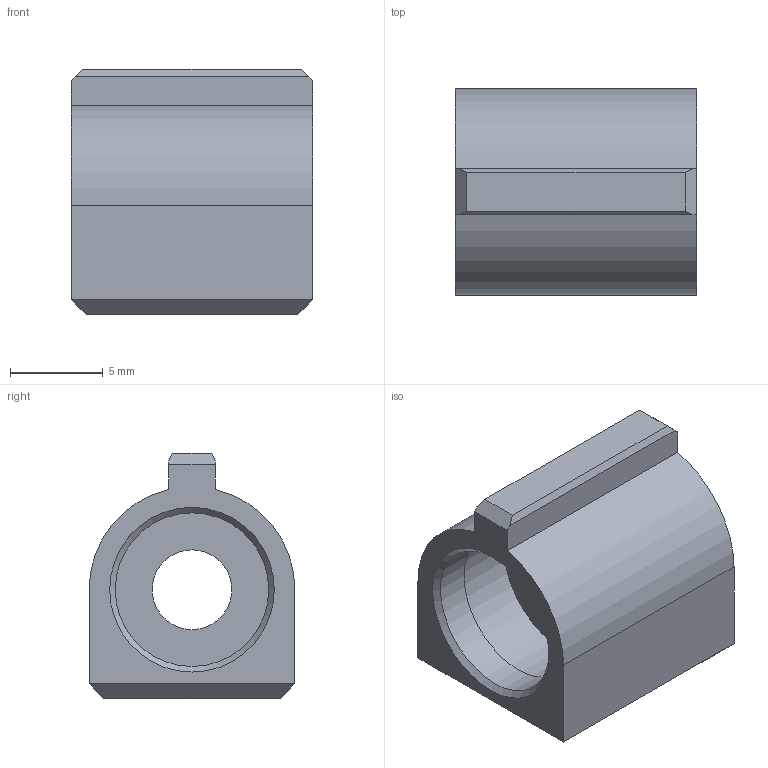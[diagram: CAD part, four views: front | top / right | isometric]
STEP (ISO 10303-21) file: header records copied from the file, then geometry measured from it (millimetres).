
FILE_DESCRIPTION(/* description */ (''),/* implementation_level */ '2;1');
FILE_NAME(/* name */ 'mover.step',/* time_stamp */ '2024-08-26T21:18:39-04:00',/* author */ (''),/* organization */ (''),/* preprocessor_version */ 'ST-DEVELOPER v20',/* originating_system */ 'Autodesk Translation Framework v13.14.0.145',/* authorisation */ '');
FILE_SCHEMA (('AUTOMOTIVE_DESIGN { 1 0 10303 214 3 1 1 }'));
Length unit declared in the file: millimetre
Products named in the file (1): mover
Bounding box: 13 x 11.1 x 13.22 mm (x, y, z)
Volume: 1078.2 mm3; surface area: 1027 mm2
Topology: 1 solids, 1 shells, 27 faces, 60 edges, 38 vertices
Faces by surface type: plane 19, cylinder 6, cone 2
Full cylindrical faces by diameter (mm): 3.08 x1, 4.3 x1, 8.28 x1, 8.78 x1
Entity records: 784 total; most frequent: DIRECTION 130, CARTESIAN_POINT 126, ORIENTED_EDGE 120, EDGE_CURVE 60, LINE 46, VECTOR 46, AXIS2_PLACEMENT_3D 42, VERTEX_POINT 38
